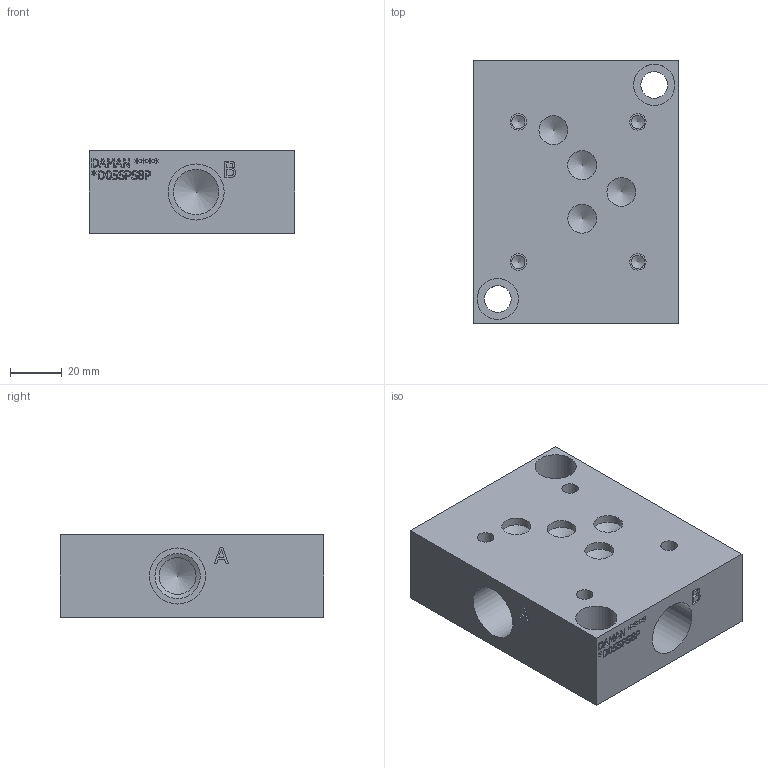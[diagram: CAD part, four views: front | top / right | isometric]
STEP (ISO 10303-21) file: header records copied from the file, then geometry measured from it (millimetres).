
FILE_DESCRIPTION(/* description */ (''),/* implementation_level */ '2;1');
FILE_NAME(/* name */ '_D05SPS8P.stp',/* time_stamp */ '2020-04-27T08:42:54-04:00',/* author */ ('alexanderw'),/* organization */ (''),/* preprocessor_version */ 'ST-DEVELOPER v17',/* originating_system */ 'Autodesk Inventor 2019',/* authorisation */ '');
FILE_SCHEMA (('AUTOMOTIVE_DESIGN { 1 0 10303 214 3 1 1 }'));
Length unit declared in the file: millimetre
Products named in the file (1): Part_DD05SPS8P_3D
Bounding box: 79.38 x 101.6 x 31.75 mm (x, y, z)
Volume: 213498.9 mm3; surface area: 38149 mm2
Topology: 1 solids, 1 shells, 436 faces, 1190 edges, 801 vertices
Faces by surface type: plane 268, bspline 130, cylinder 25, cone 13
Full cylindrical faces by diameter (mm): 5.105 x4, 6.35 x4, 10.312 x2, 11.113 x2, 11.125 x2, 14.224 x1, 15.875 x2, 17.475 x4, 21.59 x4
Entity records: 14742 total; most frequent: CARTESIAN_POINT 4106, ORIENTED_EDGE 2356, DIRECTION 1619, EDGE_CURVE 1178, LINE 831, VECTOR 831, VERTEX_POINT 801, EDGE_LOOP 497
